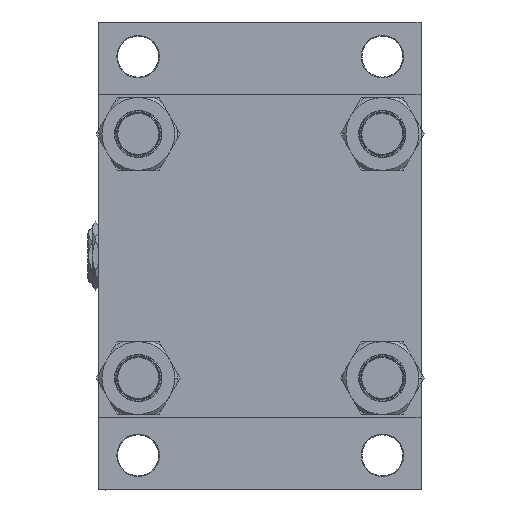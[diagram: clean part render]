
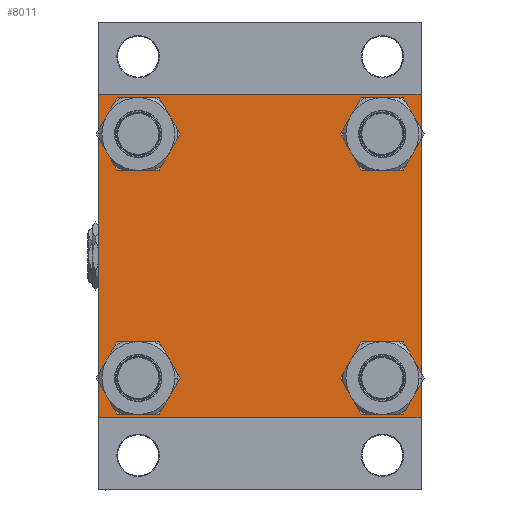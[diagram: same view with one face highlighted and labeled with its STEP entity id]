
A CAD part, left-side view. The second image highlights one B-rep face of the part: STEP entity #8011.
In plain terms, the highlighted planar face has unit normal (-1, 0, 0).
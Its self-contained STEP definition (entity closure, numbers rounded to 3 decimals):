
#87 = PLANE ( 'NONE',  #5033 ) ;
#327 = FACE_OUTER_BOUND ( 'NONE', #36033, .T. ) ;
#335 = CARTESIAN_POINT ( 'NONE',  ( 0., -102.25, -102.25 ) ) ;
#523 = CARTESIAN_POINT ( 'NONE',  ( 0., -77.45, 77.45 ) ) ;
#1089 = EDGE_CURVE ( 'NONE', #13818, #38996, #7270, .T. ) ;
#1158 = CARTESIAN_POINT ( 'NONE',  ( 0., 102., 102.5 ) ) ;
#1166 = CARTESIAN_POINT ( 'NONE',  ( 0., 102.5, -102. ) ) ;
#1183 = ORIENTED_EDGE ( 'NONE', *, *, #49439, .T. ) ;
#1540 = DIRECTION ( 'NONE',  ( 0., 0., 1. ) ) ;
#2370 = ORIENTED_EDGE ( 'NONE', *, *, #31134, .F. ) ;
#2689 = EDGE_LOOP ( 'NONE', ( #5522, #1183 ) ) ;
#3148 = FACE_BOUND ( 'NONE', #2689, .T. ) ;
#3311 = CARTESIAN_POINT ( 'NONE',  ( 0., 102.25, -102.25 ) ) ;
#3623 = VECTOR ( 'NONE', #7990, 1000. ) ;
#3871 = VERTEX_POINT ( 'NONE', #47198 ) ;
#3884 = DIRECTION ( 'NONE',  ( -1., 0., 0. ) ) ;
#3927 = EDGE_LOOP ( 'NONE', ( #23131, #12268 ) ) ;
#4353 = CARTESIAN_POINT ( 'NONE',  ( 0., 102., -102.5 ) ) ;
#4722 = VERTEX_POINT ( 'NONE', #1158 ) ;
#5033 = AXIS2_PLACEMENT_3D ( 'NONE', #12173, #3884, #31615 ) ;
#5522 = ORIENTED_EDGE ( 'NONE', *, *, #28878, .T. ) ;
#5966 = DIRECTION ( 'NONE',  ( 0., 0., -1. ) ) ;
#6010 = VERTEX_POINT ( 'NONE', #34136 ) ;
#6230 = EDGE_CURVE ( 'NONE', #33335, #41832, #31834, .T. ) ;
#6323 = DIRECTION ( 'NONE',  ( 1., 0., 0. ) ) ;
#6838 = LINE ( 'NONE', #3311, #35608 ) ;
#7129 = EDGE_CURVE ( 'NONE', #38996, #33335, #6838, .T. ) ;
#7186 = DIRECTION ( 'NONE',  ( 1., 0., 0. ) ) ;
#7270 = LINE ( 'NONE', #49150, #12093 ) ;
#7506 = CARTESIAN_POINT ( 'NONE',  ( 0., 102.5, 102.5 ) ) ;
#7538 = DIRECTION ( 'NONE',  ( 1., 0., 0. ) ) ;
#7990 = DIRECTION ( 'NONE',  ( 0., -1., 0. ) ) ;
#8011 = ADVANCED_FACE ( 'NONE', ( #45519, #3148, #18511, #10944, #327 ), #87, .T. ) ;
#8687 = EDGE_LOOP ( 'NONE', ( #15768, #30356 ) ) ;
#8913 = EDGE_CURVE ( 'NONE', #41832, #3871, #19745, .T. ) ;
#9193 = VERTEX_POINT ( 'NONE', #13926 ) ;
#9321 = CIRCLE ( 'NONE', #27836, 14. ) ;
#9845 = VERTEX_POINT ( 'NONE', #49386 ) ;
#10258 = LINE ( 'NONE', #22354, #19898 ) ;
#10944 = FACE_BOUND ( 'NONE', #8687, .T. ) ;
#11276 = DIRECTION ( 'NONE',  ( 0., 0.707, 0.707 ) ) ;
#11762 = VECTOR ( 'NONE', #11276, 1000. ) ;
#12093 = VECTOR ( 'NONE', #18103, 1000. ) ;
#12173 = CARTESIAN_POINT ( 'NONE',  ( 0., 0., 0. ) ) ;
#12268 = ORIENTED_EDGE ( 'NONE', *, *, #40461, .T. ) ;
#12758 = VERTEX_POINT ( 'NONE', #43534 ) ;
#12871 = CARTESIAN_POINT ( 'NONE',  ( 0., 77.45, -77.45 ) ) ;
#13143 = DIRECTION ( 'NONE',  ( 0., -1., 0. ) ) ;
#13409 = VERTEX_POINT ( 'NONE', #14903 ) ;
#13818 = VERTEX_POINT ( 'NONE', #22909 ) ;
#13859 = EDGE_CURVE ( 'NONE', #45813, #46249, #39740, .T. ) ;
#13926 = CARTESIAN_POINT ( 'NONE',  ( 0., 77.45, -63.45 ) ) ;
#14387 = CARTESIAN_POINT ( 'NONE',  ( 0., 77.45, 77.45 ) ) ;
#14744 = ORIENTED_EDGE ( 'NONE', *, *, #13859, .T. ) ;
#14903 = CARTESIAN_POINT ( 'NONE',  ( 0., 77.45, -91.45 ) ) ;
#15100 = CARTESIAN_POINT ( 'NONE',  ( 0., -77.45, 77.45 ) ) ;
#15279 = EDGE_LOOP ( 'NONE', ( #14744, #48140 ) ) ;
#15561 = LINE ( 'NONE', #7506, #3623 ) ;
#15768 = ORIENTED_EDGE ( 'NONE', *, *, #37602, .T. ) ;
#15916 = DIRECTION ( 'NONE',  ( 1., 0., 0. ) ) ;
#16840 = EDGE_CURVE ( 'NONE', #4722, #31012, #15561, .T. ) ;
#17466 = EDGE_CURVE ( 'NONE', #6010, #23464, #42302, .T. ) ;
#18023 = DIRECTION ( 'NONE',  ( 0., 0., 1. ) ) ;
#18103 = DIRECTION ( 'NONE',  ( 0., 0., -1. ) ) ;
#18192 = CARTESIAN_POINT ( 'NONE',  ( 0., -77.45, -77.45 ) ) ;
#18364 = ORIENTED_EDGE ( 'NONE', *, *, #16840, .F. ) ;
#18511 = FACE_BOUND ( 'NONE', #3927, .T. ) ;
#18844 = CARTESIAN_POINT ( 'NONE',  ( 0., -102.25, 102.25 ) ) ;
#19000 = AXIS2_PLACEMENT_3D ( 'NONE', #39741, #32169, #47548 ) ;
#19070 = AXIS2_PLACEMENT_3D ( 'NONE', #523, #31048, #45952 ) ;
#19111 = AXIS2_PLACEMENT_3D ( 'NONE', #38880, #19925, #22968 ) ;
#19745 = LINE ( 'NONE', #335, #21027 ) ;
#19898 = VECTOR ( 'NONE', #41558, 1000. ) ;
#19925 = DIRECTION ( 'NONE',  ( 1., 0., 0. ) ) ;
#20477 = EDGE_CURVE ( 'NONE', #12758, #31012, #27179, .T. ) ;
#20792 = CIRCLE ( 'NONE', #40990, 14. ) ;
#21027 = VECTOR ( 'NONE', #23042, 1000. ) ;
#21827 = ORIENTED_EDGE ( 'NONE', *, *, #1089, .T. ) ;
#22208 = DIRECTION ( 'NONE',  ( 0., -0.707, -0.707 ) ) ;
#22354 = CARTESIAN_POINT ( 'NONE',  ( 0., 102.25, 102.25 ) ) ;
#22909 = CARTESIAN_POINT ( 'NONE',  ( 0., 102.5, 102. ) ) ;
#22968 = DIRECTION ( 'NONE',  ( 0., 0., 1. ) ) ;
#23042 = DIRECTION ( 'NONE',  ( 0., -0.707, 0.707 ) ) ;
#23131 = ORIENTED_EDGE ( 'NONE', *, *, #36989, .T. ) ;
#23464 = VERTEX_POINT ( 'NONE', #36139 ) ;
#23769 = AXIS2_PLACEMENT_3D ( 'NONE', #14387, #6323, #25748 ) ;
#25748 = DIRECTION ( 'NONE',  ( 0., 0., 1. ) ) ;
#26191 = VECTOR ( 'NONE', #5966, 1000. ) ;
#26289 = EDGE_CURVE ( 'NONE', #4722, #13818, #10258, .T. ) ;
#27179 = LINE ( 'NONE', #18844, #11762 ) ;
#27836 = AXIS2_PLACEMENT_3D ( 'NONE', #12871, #15916, #1540 ) ;
#28878 = EDGE_CURVE ( 'NONE', #32969, #9845, #20792, .T. ) ;
#29482 = CARTESIAN_POINT ( 'NONE',  ( 0., -77.45, -63.45 ) ) ;
#29501 = CIRCLE ( 'NONE', #19000, 14. ) ;
#30356 = ORIENTED_EDGE ( 'NONE', *, *, #17466, .T. ) ;
#30900 = CARTESIAN_POINT ( 'NONE',  ( 0., -77.45, 63.45 ) ) ;
#31012 = VERTEX_POINT ( 'NONE', #47850 ) ;
#31048 = DIRECTION ( 'NONE',  ( 1., 0., 0. ) ) ;
#31134 = EDGE_CURVE ( 'NONE', #12758, #3871, #44328, .T. ) ;
#31615 = DIRECTION ( 'NONE',  ( 0., 0., 1. ) ) ;
#31834 = LINE ( 'NONE', #47217, #34786 ) ;
#32169 = DIRECTION ( 'NONE',  ( 1., 0., 0. ) ) ;
#32969 = VERTEX_POINT ( 'NONE', #29482 ) ;
#33335 = VERTEX_POINT ( 'NONE', #4353 ) ;
#33349 = DIRECTION ( 'NONE',  ( 1., 0., 0. ) ) ;
#33994 = CARTESIAN_POINT ( 'NONE',  ( 0., -102., -102.5 ) ) ;
#34136 = CARTESIAN_POINT ( 'NONE',  ( 0., 77.45, 63.45 ) ) ;
#34786 = VECTOR ( 'NONE', #13143, 1000. ) ;
#35608 = VECTOR ( 'NONE', #22208, 1000. ) ;
#36033 = EDGE_LOOP ( 'NONE', ( #21827, #40471, #38017, #46380, #2370, #49218, #18364, #49643 ) ) ;
#36139 = CARTESIAN_POINT ( 'NONE',  ( 0., 77.45, 91.45 ) ) ;
#36989 = EDGE_CURVE ( 'NONE', #9193, #13409, #9321, .T. ) ;
#37344 = AXIS2_PLACEMENT_3D ( 'NONE', #15100, #7538, #39315 ) ;
#37602 = EDGE_CURVE ( 'NONE', #23464, #6010, #29501, .T. ) ;
#37645 = DIRECTION ( 'NONE',  ( 0., 0., 1. ) ) ;
#38017 = ORIENTED_EDGE ( 'NONE', *, *, #6230, .T. ) ;
#38880 = CARTESIAN_POINT ( 'NONE',  ( 0., 77.45, -77.45 ) ) ;
#38996 = VERTEX_POINT ( 'NONE', #1166 ) ;
#39213 = CARTESIAN_POINT ( 'NONE',  ( 0., -77.45, 91.45 ) ) ;
#39315 = DIRECTION ( 'NONE',  ( 0., 0., 1. ) ) ;
#39740 = CIRCLE ( 'NONE', #37344, 14. ) ;
#39741 = CARTESIAN_POINT ( 'NONE',  ( 0., 77.45, 77.45 ) ) ;
#40437 = EDGE_CURVE ( 'NONE', #46249, #45813, #48916, .T. ) ;
#40461 = EDGE_CURVE ( 'NONE', #13409, #9193, #40879, .T. ) ;
#40471 = ORIENTED_EDGE ( 'NONE', *, *, #7129, .T. ) ;
#40879 = CIRCLE ( 'NONE', #19111, 14. ) ;
#40990 = AXIS2_PLACEMENT_3D ( 'NONE', #18192, #33349, #37645 ) ;
#41036 = CARTESIAN_POINT ( 'NONE',  ( 0., -102.5, 102.5 ) ) ;
#41558 = DIRECTION ( 'NONE',  ( 0., 0.707, -0.707 ) ) ;
#41832 = VERTEX_POINT ( 'NONE', #33994 ) ;
#42302 = CIRCLE ( 'NONE', #23769, 14. ) ;
#43502 = AXIS2_PLACEMENT_3D ( 'NONE', #45284, #7186, #18023 ) ;
#43534 = CARTESIAN_POINT ( 'NONE',  ( 0., -102.5, 102. ) ) ;
#44328 = LINE ( 'NONE', #41036, #26191 ) ;
#45090 = CIRCLE ( 'NONE', #43502, 14. ) ;
#45284 = CARTESIAN_POINT ( 'NONE',  ( 0., -77.45, -77.45 ) ) ;
#45519 = FACE_BOUND ( 'NONE', #15279, .T. ) ;
#45813 = VERTEX_POINT ( 'NONE', #39213 ) ;
#45952 = DIRECTION ( 'NONE',  ( 0., 0., 1. ) ) ;
#46249 = VERTEX_POINT ( 'NONE', #30900 ) ;
#46380 = ORIENTED_EDGE ( 'NONE', *, *, #8913, .T. ) ;
#47198 = CARTESIAN_POINT ( 'NONE',  ( 0., -102.5, -102. ) ) ;
#47217 = CARTESIAN_POINT ( 'NONE',  ( 0., 102.5, -102.5 ) ) ;
#47548 = DIRECTION ( 'NONE',  ( 0., 0., 1. ) ) ;
#47850 = CARTESIAN_POINT ( 'NONE',  ( 0., -102., 102.5 ) ) ;
#48140 = ORIENTED_EDGE ( 'NONE', *, *, #40437, .T. ) ;
#48916 = CIRCLE ( 'NONE', #19070, 14. ) ;
#49150 = CARTESIAN_POINT ( 'NONE',  ( 0., 102.5, 102.5 ) ) ;
#49218 = ORIENTED_EDGE ( 'NONE', *, *, #20477, .T. ) ;
#49386 = CARTESIAN_POINT ( 'NONE',  ( 0., -77.45, -91.45 ) ) ;
#49439 = EDGE_CURVE ( 'NONE', #9845, #32969, #45090, .T. ) ;
#49643 = ORIENTED_EDGE ( 'NONE', *, *, #26289, .T. ) ;
